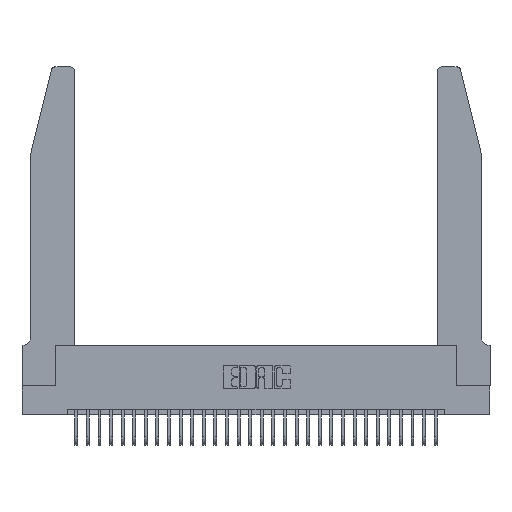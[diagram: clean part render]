
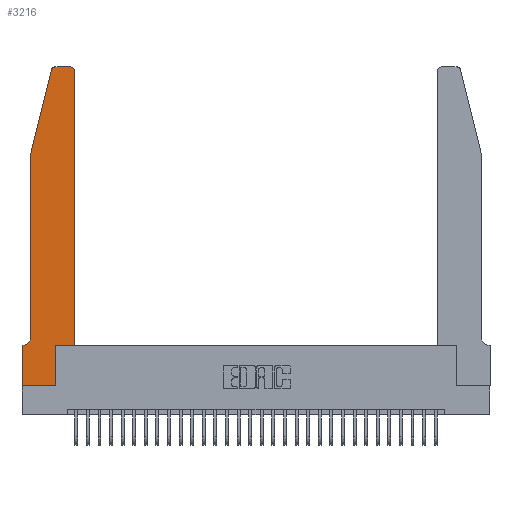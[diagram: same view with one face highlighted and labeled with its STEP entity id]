
A CAD part, top view. The second image highlights one B-rep face of the part: STEP entity #3216.
In plain terms, the highlighted planar face has unit normal (0, 0, 1).
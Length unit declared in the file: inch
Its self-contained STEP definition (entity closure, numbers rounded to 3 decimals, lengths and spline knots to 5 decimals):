
#148 = VECTOR ( 'NONE', #27896, 39.37008 ) ;
#233 = VERTEX_POINT ( 'NONE', #8040 ) ;
#851 = DIRECTION ( 'NONE',  ( 1., 0., 0. ) ) ;
#1434 = EDGE_CURVE ( 'NONE', #9371, #8722, #15363, .T. ) ;
#1992 = ORIENTED_EDGE ( 'NONE', *, *, #29422, .T. ) ;
#2497 = EDGE_CURVE ( 'NONE', #19186, #9371, #12091, .T. ) ;
#2527 = VERTEX_POINT ( 'NONE', #3681 ) ;
#3202 = DIRECTION ( 'NONE',  ( -1., 0., 0. ) ) ;
#3216 = ADVANCED_FACE ( 'NONE', ( #16404 ), #24166, .T. ) ;
#3253 = AXIS2_PLACEMENT_3D ( 'NONE', #10690, #26982, #13031 ) ;
#3681 = CARTESIAN_POINT ( 'NONE',  ( 0.2865, 0.35, 0.37 ) ) ;
#4498 = VERTEX_POINT ( 'NONE', #20110 ) ;
#5050 = VECTOR ( 'NONE', #14345, 39.37008 ) ;
#5520 = ORIENTED_EDGE ( 'NONE', *, *, #15877, .T. ) ;
#5800 = DIRECTION ( 'NONE',  ( 0., 0., 1. ) ) ;
#6124 = VERTEX_POINT ( 'NONE', #17963 ) ;
#6307 = VECTOR ( 'NONE', #20535, 39.37008 ) ;
#6449 = EDGE_CURVE ( 'NONE', #8512, #12326, #25936, .T. ) ;
#6955 = EDGE_CURVE ( 'NONE', #12326, #21743, #29908, .T. ) ;
#7051 = LINE ( 'NONE', #15934, #6307 ) ;
#7297 = VECTOR ( 'NONE', #3202, 39.37008 ) ;
#7386 = CARTESIAN_POINT ( 'NONE',  ( 0.0755, 2., 0.37 ) ) ;
#7395 = ORIENTED_EDGE ( 'NONE', *, *, #13642, .T. ) ;
#7445 = ORIENTED_EDGE ( 'NONE', *, *, #15994, .T. ) ;
#7478 = LINE ( 'NONE', #7386, #24649 ) ;
#8040 = CARTESIAN_POINT ( 'NONE',  ( 0.2865, 0., 0.37 ) ) ;
#8352 = ORIENTED_EDGE ( 'NONE', *, *, #19433, .T. ) ;
#8512 = VERTEX_POINT ( 'NONE', #16133 ) ;
#8628 = CARTESIAN_POINT ( 'NONE',  ( 0.0755, 0.42, 0.37 ) ) ;
#8722 = VERTEX_POINT ( 'NONE', #16924 ) ;
#9158 = EDGE_CURVE ( 'NONE', #21743, #233, #11907, .T. ) ;
#9174 = VECTOR ( 'NONE', #20226, 39.37008 ) ;
#9371 = VERTEX_POINT ( 'NONE', #26583 ) ;
#9887 = ORIENTED_EDGE ( 'NONE', *, *, #6955, .T. ) ;
#10257 = DIRECTION ( 'NONE',  ( 0., 0., -1. ) ) ;
#10690 = CARTESIAN_POINT ( 'NONE',  ( 0.4205, 2.72, 0.37 ) ) ;
#10741 = AXIS2_PLACEMENT_3D ( 'NONE', #24226, #10257, #26563 ) ;
#11018 = EDGE_LOOP ( 'NONE', ( #24344, #1992, #15397, #5520, #7445, #16739, #9887, #24816, #7395, #8352, #24151, #19315 ) ) ;
#11611 = CARTESIAN_POINT ( 'NONE',  ( 0., 0., 0.37 ) ) ;
#11907 = LINE ( 'NONE', #11611, #148 ) ;
#12024 = CARTESIAN_POINT ( 'NONE',  ( 0., 0., 0.37 ) ) ;
#12091 = CIRCLE ( 'NONE', #3253, 0.03 ) ;
#12326 = VERTEX_POINT ( 'NONE', #22395 ) ;
#13031 = DIRECTION ( 'NONE',  ( 1., 0., 0. ) ) ;
#13136 = VECTOR ( 'NONE', #14051, 39.37008 ) ;
#13642 = EDGE_CURVE ( 'NONE', #233, #2527, #25524, .T. ) ;
#14051 = DIRECTION ( 'NONE',  ( 0., 1., 0. ) ) ;
#14302 = CARTESIAN_POINT ( 'NONE',  ( 0.0755, 2., 0.37 ) ) ;
#14345 = DIRECTION ( 'NONE',  ( 0., -1., 0. ) ) ;
#14687 = EDGE_CURVE ( 'NONE', #4498, #19186, #15601, .T. ) ;
#14863 = DIRECTION ( 'NONE',  ( 0., 0., 1. ) ) ;
#15363 = LINE ( 'NONE', #17760, #9174 ) ;
#15397 = ORIENTED_EDGE ( 'NONE', *, *, #29660, .T. ) ;
#15601 = LINE ( 'NONE', #24290, #20352 ) ;
#15877 = EDGE_CURVE ( 'NONE', #16470, #24165, #7478, .T. ) ;
#15934 = CARTESIAN_POINT ( 'NONE',  ( 0.0755, 2., 0.37 ) ) ;
#15994 = EDGE_CURVE ( 'NONE', #24165, #8512, #22466, .T. ) ;
#16133 = CARTESIAN_POINT ( 'NONE',  ( 0.0055, 0.35, 0.37 ) ) ;
#16404 = FACE_OUTER_BOUND ( 'NONE', #11018, .T. ) ;
#16470 = VERTEX_POINT ( 'NONE', #14302 ) ;
#16739 = ORIENTED_EDGE ( 'NONE', *, *, #6449, .T. ) ;
#16771 = DIRECTION ( 'NONE',  ( 0., -1., 0. ) ) ;
#16924 = CARTESIAN_POINT ( 'NONE',  ( 0.284, 2.75, 0.37 ) ) ;
#17115 = CARTESIAN_POINT ( 'NONE',  ( 0.0755, 0.35, 0.37 ) ) ;
#17144 = CARTESIAN_POINT ( 'NONE',  ( 0., 0., 0.37 ) ) ;
#17760 = CARTESIAN_POINT ( 'NONE',  ( 0.2605, 2.75, 0.37 ) ) ;
#17770 = AXIS2_PLACEMENT_3D ( 'NONE', #28838, #14863, #851 ) ;
#17963 = CARTESIAN_POINT ( 'NONE',  ( 0.25487, 2.72718, 0.37 ) ) ;
#18365 = CARTESIAN_POINT ( 'NONE',  ( 0.4505, 2.72, 0.37 ) ) ;
#19186 = VERTEX_POINT ( 'NONE', #18365 ) ;
#19315 = ORIENTED_EDGE ( 'NONE', *, *, #2497, .T. ) ;
#19433 = EDGE_CURVE ( 'NONE', #2527, #4498, #28517, .T. ) ;
#19814 = CARTESIAN_POINT ( 'NONE',  ( 0.284, 2.72, 0.37 ) ) ;
#19840 = CIRCLE ( 'NONE', #29130, 0.03 ) ;
#20110 = CARTESIAN_POINT ( 'NONE',  ( 0.4505, 0.35, 0.37 ) ) ;
#20226 = DIRECTION ( 'NONE',  ( -1., 0., 0. ) ) ;
#20352 = VECTOR ( 'NONE', #26632, 39.37008 ) ;
#20535 = DIRECTION ( 'NONE',  ( -0.239, -0.971, 0. ) ) ;
#21743 = VERTEX_POINT ( 'NONE', #17144 ) ;
#22166 = DIRECTION ( 'NONE',  ( 1., 0., 0. ) ) ;
#22395 = CARTESIAN_POINT ( 'NONE',  ( 0., 0.35, 0.37 ) ) ;
#22466 = CIRCLE ( 'NONE', #10741, 0.07 ) ;
#24151 = ORIENTED_EDGE ( 'NONE', *, *, #14687, .T. ) ;
#24165 = VERTEX_POINT ( 'NONE', #8628 ) ;
#24166 = PLANE ( 'NONE',  #17770 ) ;
#24226 = CARTESIAN_POINT ( 'NONE',  ( 0.0055, 0.42, 0.37 ) ) ;
#24290 = CARTESIAN_POINT ( 'NONE',  ( 0.4505, 0.35, 0.37 ) ) ;
#24344 = ORIENTED_EDGE ( 'NONE', *, *, #1434, .T. ) ;
#24649 = VECTOR ( 'NONE', #16771, 39.37008 ) ;
#24816 = ORIENTED_EDGE ( 'NONE', *, *, #9158, .T. ) ;
#25524 = LINE ( 'NONE', #30243, #13136 ) ;
#25936 = LINE ( 'NONE', #17115, #7297 ) ;
#26199 = CARTESIAN_POINT ( 'NONE',  ( 0.4505, 0.35, 0.37 ) ) ;
#26563 = DIRECTION ( 'NONE',  ( -1., 0., 0. ) ) ;
#26583 = CARTESIAN_POINT ( 'NONE',  ( 0.4205, 2.75, 0.37 ) ) ;
#26632 = DIRECTION ( 'NONE',  ( 0., 1., 0. ) ) ;
#26982 = DIRECTION ( 'NONE',  ( 0., 0., 1. ) ) ;
#27781 = VECTOR ( 'NONE', #28545, 39.37008 ) ;
#27896 = DIRECTION ( 'NONE',  ( 1., 0., 0. ) ) ;
#28517 = LINE ( 'NONE', #26199, #27781 ) ;
#28545 = DIRECTION ( 'NONE',  ( 1., 0., 0. ) ) ;
#28838 = CARTESIAN_POINT ( 'NONE',  ( 0., 0.35, 0.37 ) ) ;
#29130 = AXIS2_PLACEMENT_3D ( 'NONE', #19814, #5800, #22166 ) ;
#29422 = EDGE_CURVE ( 'NONE', #8722, #6124, #19840, .T. ) ;
#29660 = EDGE_CURVE ( 'NONE', #6124, #16470, #7051, .T. ) ;
#29908 = LINE ( 'NONE', #12024, #5050 ) ;
#30243 = CARTESIAN_POINT ( 'NONE',  ( 0.2865, 0.35, 0.37 ) ) ;
